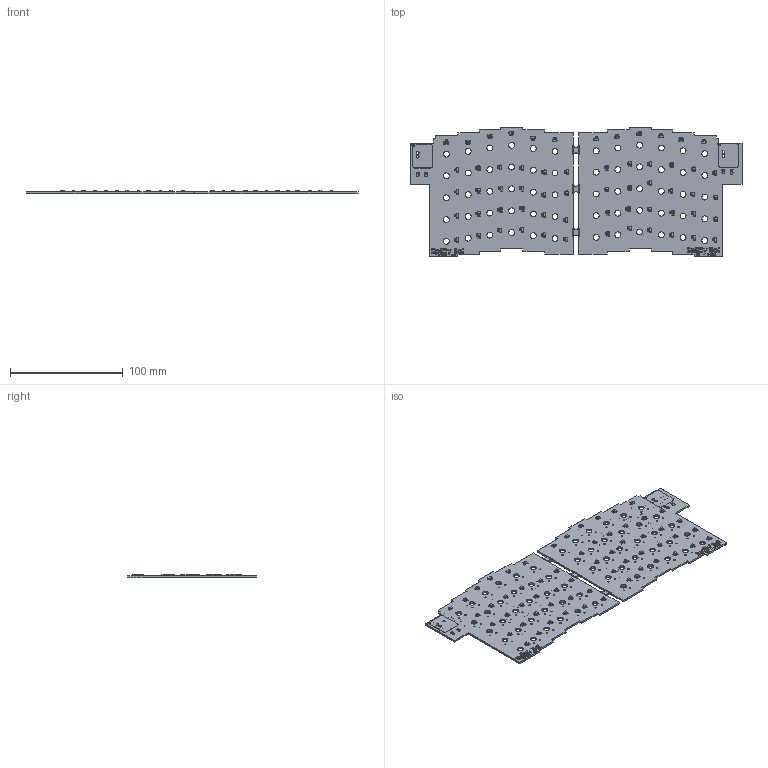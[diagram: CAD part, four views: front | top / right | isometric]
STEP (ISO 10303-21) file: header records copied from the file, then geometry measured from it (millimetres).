
FILE_DESCRIPTION(('KiCad electronic assembly'),'2;1');
FILE_NAME('Split Keyboard.step','2025-12-10T11:39:54',('Pcbnew'),( 'Kicad'),'Open CASCADE STEP processor 7.9','KiCad to STEP converter' ,'Unknown');
FILE_SCHEMA(('AUTOMOTIVE_DESIGN { 1 0 10303 214 1 1 1 1 }'));
Length unit declared in the file: millimetre
Products named in the file (6): Split Keyboard 1; D_SOD-123; Split Keyboard_silkscreen; Split Keyboard_soldermask; Split Keyboard_PCB
Assembly tree (64 placements, depth 2):
  Split Keyboard 1
    D_SOD-123  x60
    Split Keyboard_silkscreen
    Split Keyboard_soldermask
    Split Keyboard_soldermask
    Split Keyboard_PCB
Bounding box: 294.16 x 115.04 x 2.9 mm (x, y, z)
Volume: 41458.2 mm3; surface area: 114802 mm2
Topology: 61 solids, 409 shells, 4299 faces, 16475 edges, 12706 vertices
Faces by surface type: plane 2518, bspline 960, cylinder 821
Full cylindrical faces by diameter (mm): 0.3 x77, 0.5 x62, 1.2 x120, 2.5 x4, 5.25 x60
Entity records: 78730 total; most frequent: CARTESIAN_POINT 15976, DIRECTION 12005, ORIENTED_EDGE 9118, EDGE_CURVE 7743, VERTEX_POINT 7278, LINE 5167, VECTOR 5167, AXIS2_PLACEMENT_3D 3419
